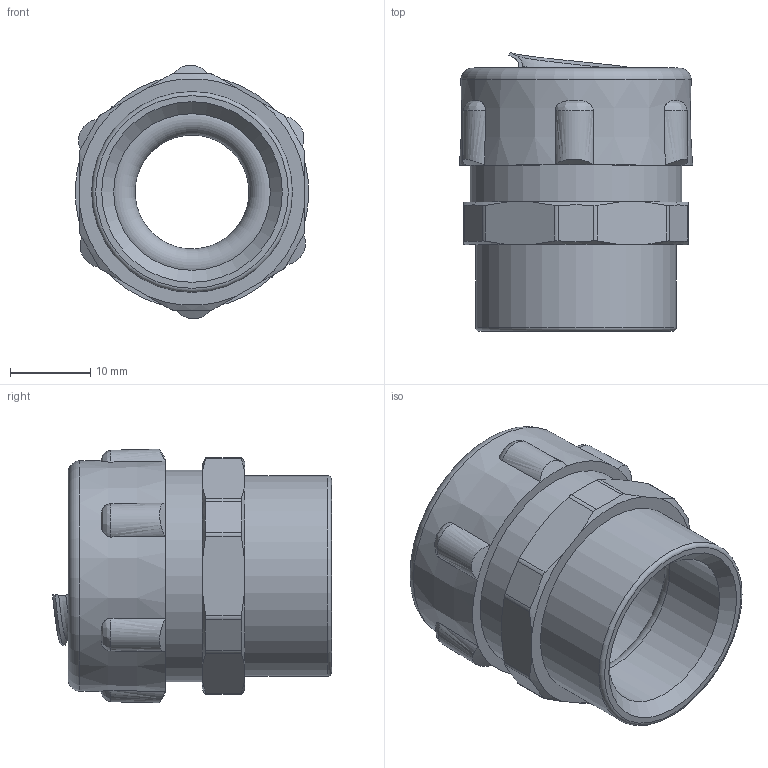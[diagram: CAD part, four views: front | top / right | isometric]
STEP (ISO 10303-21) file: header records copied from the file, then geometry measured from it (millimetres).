
FILE_DESCRIPTION(/* description */ (''),/* implementation_level */ '2;1');
FILE_NAME(/* name */ 'РКВ-15.stp',/* time_stamp */ '2021-06-08T12:34:43+07:00',/* author */ ('zeta-09'),/* organization */ (''),/* preprocessor_version */ 'ST-DEVELOPER v18.1',/* originating_system */ 'Autodesk Inventor 2021',/* authorisation */ '');
FILE_SCHEMA (('AUTOMOTIVE_DESIGN { 1 0 10303 214 3 1 1 }'));
Length unit declared in the file: millimetre
Products named in the file (1): РКВ-15
Bounding box: 29.05 x 34.75 x 31.56 mm (x, y, z)
Volume: 7751.3 mm3; surface area: 10986.7 mm2
Topology: 7 solids, 7 shells, 117 faces, 327 edges, 232 vertices
Faces by surface type: bspline 30, plane 28, cone 27, cylinder 25, torus 7
Full cylindrical faces by diameter (mm): 14.2 x1, 15 x1, 19.5 x1, 20.6 x1, 21.5 x1, 22.3 x1, 22.4 x1, 22.5 x1, 23 x1, 24.6 x1, 25 x1, 25.5 x1, 26.4 x1
Entity records: 5116 total; most frequent: CARTESIAN_POINT 2063, ORIENTED_EDGE 664, DIRECTION 538, EDGE_CURVE 332, VERTEX_POINT 237, AXIS2_PLACEMENT_3D 228, CIRCLE 140, EDGE_LOOP 127
